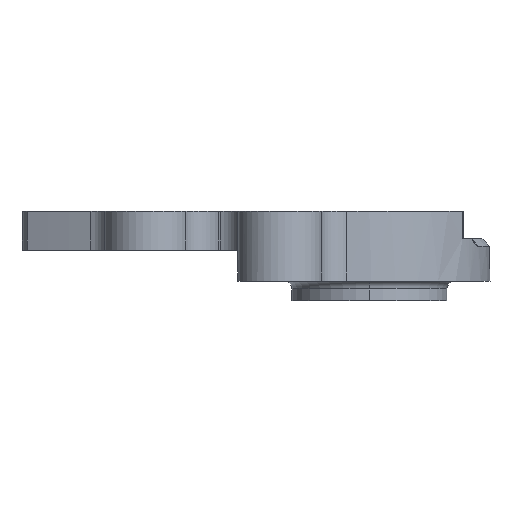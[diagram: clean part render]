
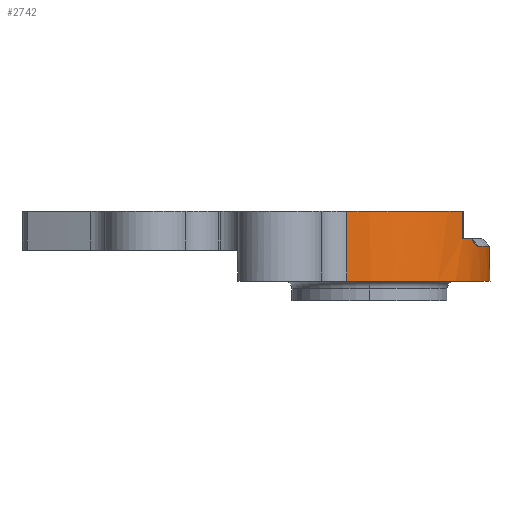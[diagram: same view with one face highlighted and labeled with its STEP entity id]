
A CAD part, left-side view. The second image highlights one B-rep face of the part: STEP entity #2742.
In plain terms, the highlighted cylindrical face has radius 19.073 mm (diameter 38.147 mm), a partial arc.
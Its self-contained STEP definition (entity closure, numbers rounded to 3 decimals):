
#75 = EDGE_CURVE ( 'NONE', #1509, #858, #1047, .T. ) ;
#96 = ORIENTED_EDGE ( 'NONE', *, *, #1559, .F. ) ;
#112 = VERTEX_POINT ( 'NONE', #2389 ) ;
#172 = DIRECTION ( 'NONE',  ( 0., 0., 1. ) ) ;
#201 = CARTESIAN_POINT ( 'NONE',  ( 3.525, 3.517, -4.5 ) ) ;
#230 = EDGE_CURVE ( 'NONE', #2408, #1940, #2083, .T. ) ;
#247 = ORIENTED_EDGE ( 'NONE', *, *, #1726, .T. ) ;
#270 = CARTESIAN_POINT ( 'NONE',  ( 11.236, -13.928, -4.5 ) ) ;
#287 = AXIS2_PLACEMENT_3D ( 'NONE', #201, #1066, #1939 ) ;
#324 = DIRECTION ( 'NONE',  ( 0., 0., -1. ) ) ;
#370 = CIRCLE ( 'NONE', #740, 19.073 ) ;
#462 = EDGE_CURVE ( 'NONE', #2232, #1263, #2151, .T. ) ;
#550 = VECTOR ( 'NONE', #768, 1000. ) ;
#561 = CARTESIAN_POINT ( 'NONE',  ( -4.136, -13.951, -4.466 ) ) ;
#564 = CARTESIAN_POINT ( 'NONE',  ( -15.539, 2.933, 0. ) ) ;
#565 = CARTESIAN_POINT ( 'NONE',  ( 3.525, 3.517, -5. ) ) ;
#577 = CARTESIAN_POINT ( 'NONE',  ( -5.152, -13.472, -3.984 ) ) ;
#618 = CARTESIAN_POINT ( 'NONE',  ( -15.539, 2.933, -8.988 ) ) ;
#638 = DIRECTION ( 'NONE',  ( 1., 0., 0. ) ) ;
#644 = CARTESIAN_POINT ( 'NONE',  ( -7.564, -12.002, 0. ) ) ;
#731 = AXIS2_PLACEMENT_3D ( 'NONE', #1937, #2602, #1713 ) ;
#740 = AXIS2_PLACEMENT_3D ( 'NONE', #2078, #974, #1435 ) ;
#754 = CYLINDRICAL_SURFACE ( 'NONE', #1152, 19.073 ) ;
#768 = DIRECTION ( 'NONE',  ( 0., 0., 1. ) ) ;
#776 = CARTESIAN_POINT ( 'NONE',  ( 11.752, -13.691, -4.422 ) ) ;
#777 = FACE_OUTER_BOUND ( 'NONE', #1433, .T. ) ;
#848 = ORIENTED_EDGE ( 'NONE', *, *, #462, .F. ) ;
#858 = VERTEX_POINT ( 'NONE', #644 ) ;
#904 = CARTESIAN_POINT ( 'NONE',  ( 12.411, -13.36, -5. ) ) ;
#974 = DIRECTION ( 'NONE',  ( 0., 0., 1. ) ) ;
#975 = DIRECTION ( 'NONE',  ( 1., 0., 0. ) ) ;
#985 = CARTESIAN_POINT ( 'NONE',  ( 11.341, -13.882, -4.5 ) ) ;
#986 = CARTESIAN_POINT ( 'NONE',  ( -15.539, 2.933, -5. ) ) ;
#1034 = EDGE_CURVE ( 'NONE', #1425, #858, #1611, .T. ) ;
#1047 = CIRCLE ( 'NONE', #1594, 19.073 ) ;
#1066 = DIRECTION ( 'NONE',  ( 0., 0., -1. ) ) ;
#1152 = AXIS2_PLACEMENT_3D ( 'NONE', #565, #1382, #975 ) ;
#1180 = ORIENTED_EDGE ( 'NONE', *, *, #230, .T. ) ;
#1184 = LINE ( 'NONE', #986, #1609 ) ;
#1225 = CARTESIAN_POINT ( 'NONE',  ( -5.732, -13.159, -3.5 ) ) ;
#1256 = ORIENTED_EDGE ( 'NONE', *, *, #1576, .F. ) ;
#1259 = ORIENTED_EDGE ( 'NONE', *, *, #75, .F. ) ;
#1263 = VERTEX_POINT ( 'NONE', #618 ) ;
#1361 = CARTESIAN_POINT ( 'NONE',  ( -4.491, -13.791, -4.35 ) ) ;
#1376 = VECTOR ( 'NONE', #1545, 1000. ) ;
#1380 = CARTESIAN_POINT ( 'NONE',  ( 11.236, -13.928, -4.5 ) ) ;
#1382 = DIRECTION ( 'NONE',  ( 0., 0., 1. ) ) ;
#1392 = CARTESIAN_POINT ( 'NONE',  ( 12.411, -13.36, -4.101 ) ) ;
#1414 = CARTESIAN_POINT ( 'NONE',  ( -5.732, -13.159, -3.5 ) ) ;
#1425 = VERTEX_POINT ( 'NONE', #2215 ) ;
#1433 = EDGE_LOOP ( 'NONE', ( #2233, #1256, #247, #1180, #96, #2359, #1259, #2127, #848 ) ) ;
#1435 = DIRECTION ( 'NONE',  ( 1., 0., 0. ) ) ;
#1509 = VERTEX_POINT ( 'NONE', #564 ) ;
#1545 = DIRECTION ( 'NONE',  ( 0., 0., 1. ) ) ;
#1559 = EDGE_CURVE ( 'NONE', #1425, #1940, #370, .T. ) ;
#1576 = EDGE_CURVE ( 'NONE', #2650, #112, #2099, .T. ) ;
#1583 = CARTESIAN_POINT ( 'NONE',  ( 12.411, -13.36, -8.988 ) ) ;
#1589 = CARTESIAN_POINT ( 'NONE',  ( -3.758, -14.111, -4.5 ) ) ;
#1594 = AXIS2_PLACEMENT_3D ( 'NONE', #1665, #172, #638 ) ;
#1609 = VECTOR ( 'NONE', #324, 1000. ) ;
#1611 = LINE ( 'NONE', #2747, #550 ) ;
#1635 = CARTESIAN_POINT ( 'NONE',  ( -3.758, -14.111, -4.5 ) ) ;
#1665 = CARTESIAN_POINT ( 'NONE',  ( 3.525, 3.517, 0. ) ) ;
#1713 = DIRECTION ( 'NONE',  ( -1., 0., 0. ) ) ;
#1726 = EDGE_CURVE ( 'NONE', #2650, #2408, #2755, .T. ) ;
#1750 = EDGE_CURVE ( 'NONE', #2232, #112, #1993, .T. ) ;
#1860 = CARTESIAN_POINT ( 'NONE',  ( 11.652, -13.739, -4.45 ) ) ;
#1937 = CARTESIAN_POINT ( 'NONE',  ( 3.525, 3.517, -8.988 ) ) ;
#1939 = DIRECTION ( 'NONE',  ( -1., 0., 0. ) ) ;
#1940 = VERTEX_POINT ( 'NONE', #1414 ) ;
#1993 = LINE ( 'NONE', #904, #1376 ) ;
#2025 = CARTESIAN_POINT ( 'NONE',  ( -4.663, -13.71, -4.268 ) ) ;
#2078 = CARTESIAN_POINT ( 'NONE',  ( 3.525, 3.517, -3.5 ) ) ;
#2083 = B_SPLINE_CURVE_WITH_KNOTS ( 'NONE', 3,
 ( #1589, #2324, #561, #1361, #2025, #577, #2469, #1225 ),
 .UNSPECIFIED., .F., .F.,
 ( 4, 2, 2, 4 ),
 ( 0., 0.001, 0.002, 0.003 ),
 .UNSPECIFIED. ) ;
#2099 = B_SPLINE_CURVE_WITH_KNOTS ( 'NONE', 3,
 ( #1380, #985, #2490, #1860, #776, #2531, #2314, #1392 ),
 .UNSPECIFIED., .F., .F.,
 ( 4, 2, 2, 4 ),
 ( 0., 0.001, 0.001, 0.002 ),
 .UNSPECIFIED. ) ;
#2127 = ORIENTED_EDGE ( 'NONE', *, *, #2674, .T. ) ;
#2151 = CIRCLE ( 'NONE', #731, 19.073 ) ;
#2215 = CARTESIAN_POINT ( 'NONE',  ( -7.564, -12.002, -3.5 ) ) ;
#2232 = VERTEX_POINT ( 'NONE', #1583 ) ;
#2233 = ORIENTED_EDGE ( 'NONE', *, *, #1750, .T. ) ;
#2314 = CARTESIAN_POINT ( 'NONE',  ( 12.233, -13.454, -4.214 ) ) ;
#2324 = CARTESIAN_POINT ( 'NONE',  ( -3.947, -14.033, -4.5 ) ) ;
#2359 = ORIENTED_EDGE ( 'NONE', *, *, #1034, .T. ) ;
#2389 = CARTESIAN_POINT ( 'NONE',  ( 12.411, -13.36, -4.101 ) ) ;
#2408 = VERTEX_POINT ( 'NONE', #1635 ) ;
#2469 = CARTESIAN_POINT ( 'NONE',  ( -5.448, -13.317, -3.749 ) ) ;
#2490 = CARTESIAN_POINT ( 'NONE',  ( 11.446, -13.834, -4.49 ) ) ;
#2531 = CARTESIAN_POINT ( 'NONE',  ( 12.046, -13.549, -4.314 ) ) ;
#2602 = DIRECTION ( 'NONE',  ( 0., 0., -1. ) ) ;
#2650 = VERTEX_POINT ( 'NONE', #270 ) ;
#2674 = EDGE_CURVE ( 'NONE', #1509, #1263, #1184, .T. ) ;
#2742 = ADVANCED_FACE ( 'NONE', ( #777 ), #754, .T. ) ;
#2747 = CARTESIAN_POINT ( 'NONE',  ( -7.564, -12.002, -3.5 ) ) ;
#2755 = CIRCLE ( 'NONE', #287, 19.073 ) ;
